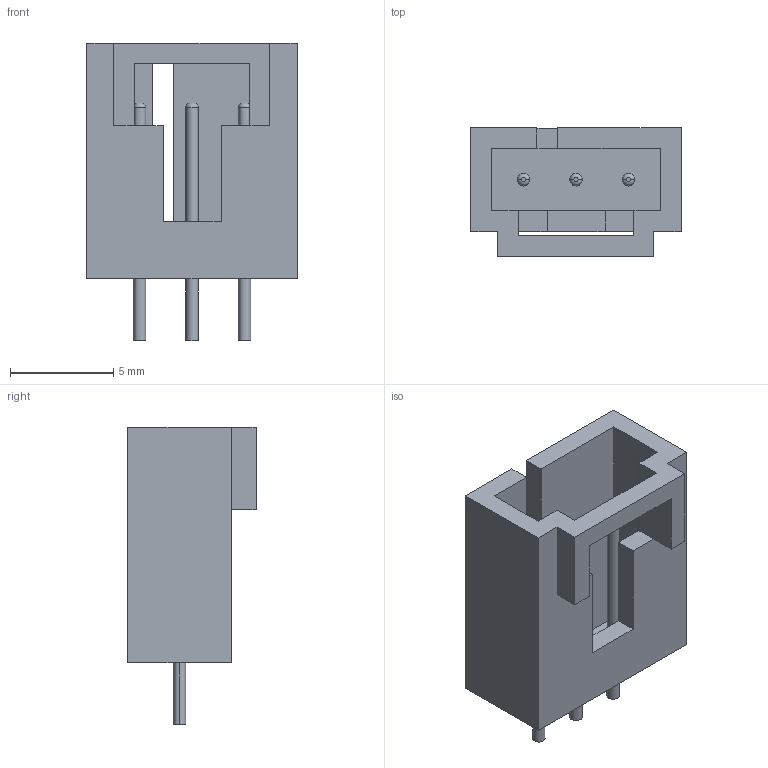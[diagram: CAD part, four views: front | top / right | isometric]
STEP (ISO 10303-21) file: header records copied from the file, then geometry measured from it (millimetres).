
FILE_DESCRIPTION (( 'STEP AP214' ), '1' );
FILE_NAME ('User Library-3pin_connector.STEP', '2015-11-25T13:04:05', ( 'Windows User' ), ( '' ), 'SwSTEP 2.0', 'SolidWorks 2016', '' );
FILE_SCHEMA (( 'AUTOMOTIVE_DESIGN' ));
Length unit declared in the file: millimetre
Products named in the file (1): User Library-3pin_connector
Bounding box: 10.18 x 6.21 x 14.4 mm (x, y, z)
Volume: 282.8 mm3; surface area: 755.4 mm2
Topology: 1 solids, 1 shells, 52 faces, 130 edges, 84 vertices
Faces by surface type: plane 34, cylinder 12, torus 6
Entity records: 1848 total; most frequent: DIRECTION 272, CARTESIAN_POINT 267, ORIENTED_EDGE 260, EDGE_CURVE 130, LINE 94, VECTOR 94, AXIS2_PLACEMENT_3D 89, VERTEX_POINT 84
